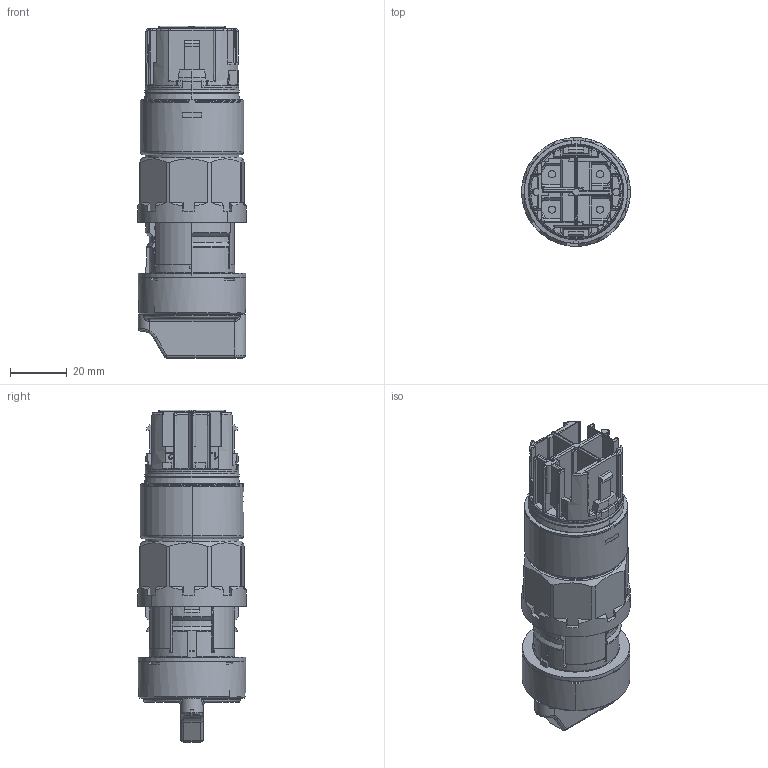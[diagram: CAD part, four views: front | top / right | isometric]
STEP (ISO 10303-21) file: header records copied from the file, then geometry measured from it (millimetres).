
FILE_DESCRIPTION (( 'STEP AP203' ), '1' );
FILE_NAME ('8003-1_2-726-_-__-ap203.STEP', '2012-10-06T10:55:59', ( 'Admin' ), ( 'R. STAHL AG' ), 'SwSTEP 2.0', 'SolidWorks 2012', '' );
FILE_SCHEMA (( 'CONFIG_CONTROL_DESIGN' ));
Length unit declared in the file: millimetre
Products named in the file (15): 8003-1_2-726-_-__-ap203; 86_020_83_03_0_3d export; 86_029_07_94_0; 86_029_02_28_0; 86_029_02_51_0_3d export; 86_029_12_16_0_3d export; 375_625_0; 86_029_12_15_0; 86_029_04_26_0; 86_029_19_80_0; 80_139_01_66_0; 80_139_01_66_0_Dichtung_angepasst; 80_139_01_66_0_ohne Dichtung; 80_139_02_51_0; 80_039_02_51_0
Assembly tree (16 placements, depth 3):
  8003-1_2-726-_-__-ap203
    80_039_02_51_0
    80_139_02_51_0
    80_139_01_66_0
      80_139_01_66_0_ohne Dichtung
      80_139_01_66_0_Dichtung_angepasst
    86_020_83_03_0_3d export
      86_029_19_80_0
      86_029_04_26_0
      86_029_12_15_0
      375_625_0  x2
      86_029_12_16_0_3d export
      86_029_02_51_0_3d export
      86_029_02_28_0
      86_029_07_94_0  x2
Bounding box: 38.49 x 38.49 x 117.5 mm (x, y, z)
Volume: 47815.9 mm3; surface area: 59815.1 mm2
Topology: 14 solids, 14 shells, 2368 faces, 6558 edges, 4242 vertices
Faces by surface type: plane 1208, cylinder 590, cone 224, bspline 194, torus 136, sphere 16
Entity records: 88379 total; most frequent: CARTESIAN_POINT 29353, ORIENTED_EDGE 12682, DIRECTION 11328, EDGE_CURVE 6341, VERTEX_POINT 4105, AXIS2_PLACEMENT_3D 3979, LINE 3370, VECTOR 3370
